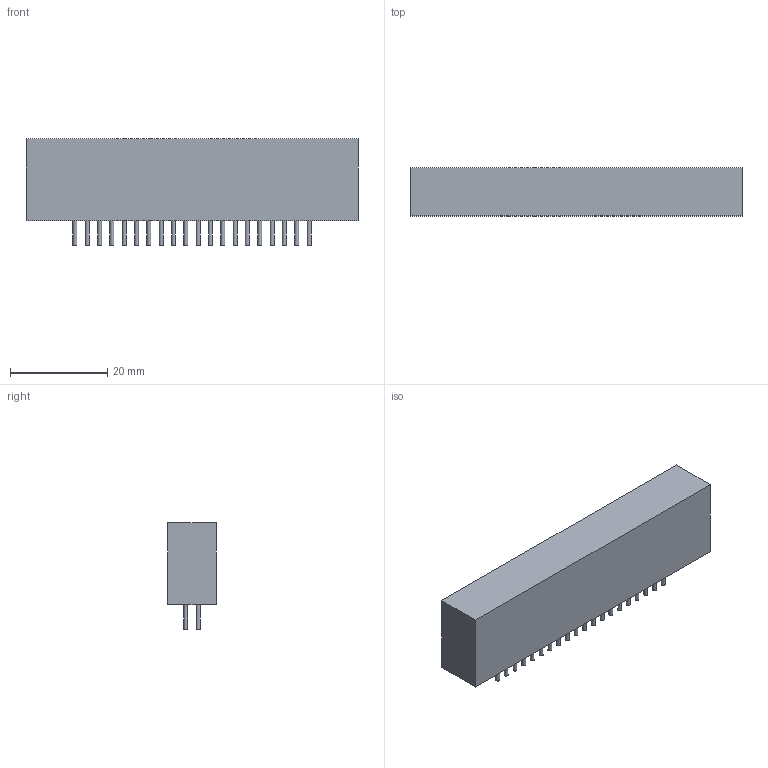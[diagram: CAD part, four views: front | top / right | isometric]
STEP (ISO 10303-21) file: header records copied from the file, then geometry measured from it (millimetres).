
FILE_DESCRIPTION(('FreeCAD Model'),'2;1');
FILE_NAME('12745557.1.3.stp','2022-07-22T10:23:43',( 'Author'),(''),'Open CASCADE STEP processor 6.9','FreeCAD','Unknown' );
FILE_SCHEMA(('AUTOMOTIVE_DESIGN { 1 0 10303 214 1 1 1 1 }'));
Length unit declared in the file: millimetre
Products named in the file (3): ASSEMBLY; Body; Leads
Assembly tree (2 placements, depth 2):
  ASSEMBLY
    Body
    Leads
Bounding box: 68.43 x 9.91 x 21.98 mm (x, y, z)
Volume: 11553.7 mm3; surface area: 4565.8 mm2
Topology: 41 solids, 41 shells, 126 faces, 132 edges, 88 vertices
Faces by surface type: plane 86, cylinder 40
Full cylindrical faces by diameter (mm): 0.816 x40
Entity records: 4411 total; most frequent: DIRECTION 734, CARTESIAN_POINT 613, ORIENTED_EDGE 264, PCURVE 264, DEFINITIONAL_REPRESENTATION 264, LINE 236, VECTOR 236, AXIS2_PLACEMENT_3D 209
